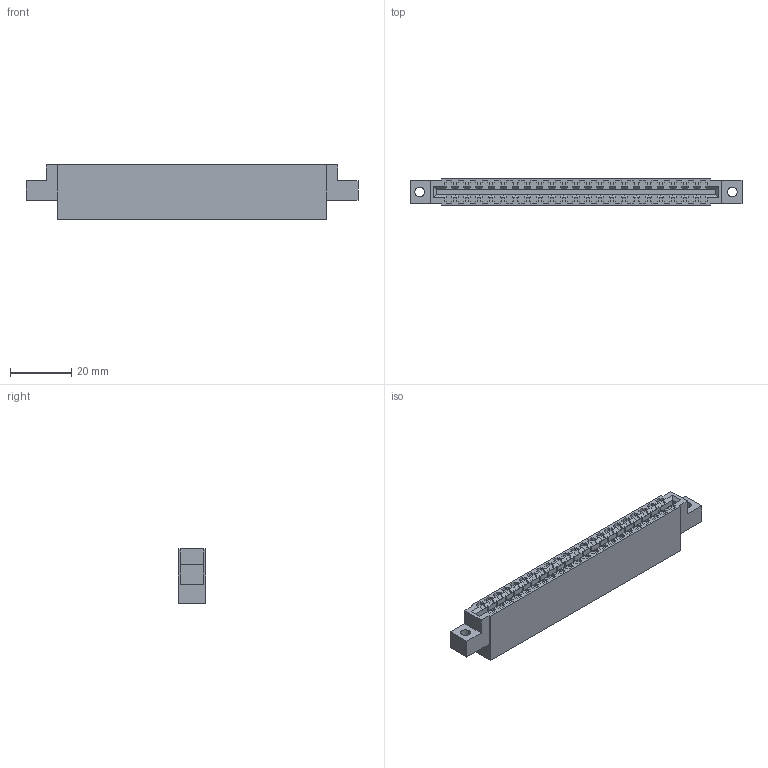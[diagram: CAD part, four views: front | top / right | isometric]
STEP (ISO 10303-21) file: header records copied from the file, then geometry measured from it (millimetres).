
FILE_DESCRIPTION((''),'2;1');
FILE_NAME('C-583617-1','2020-12-21T05:52:42',('workeradm'),('TE Connectivity Ltd.'),'CREO PARAMETRIC BY PTC INC, 2019292','CREO PARAMETRIC BY PTC INC, 2019292','');
FILE_SCHEMA(('AUTOMOTIVE_DESIGN { 1 0 10303 214 1 1 1 1 }'));
Length unit declared in the file: millimetre
Products named in the file (1): C-583617-1
Bounding box: 108.74 x 8.89 x 17.78 mm (x, y, z)
Volume: 12796.8 mm3; surface area: 8244.5 mm2
Topology: 1 solids, 1 shells, 939 faces, 2608 edges, 1696 vertices
Faces by surface type: plane 913, cylinder 26
Entity records: 29670 total; most frequent: CARTESIAN_POINT 5284, ORIENTED_EDGE 5212, DIRECTION 4668, EDGE_CURVE 2606, VECTOR 2512, LINE 2512, VERTEX_POINT 1692, AXIS2_PLACEMENT_3D 1078
